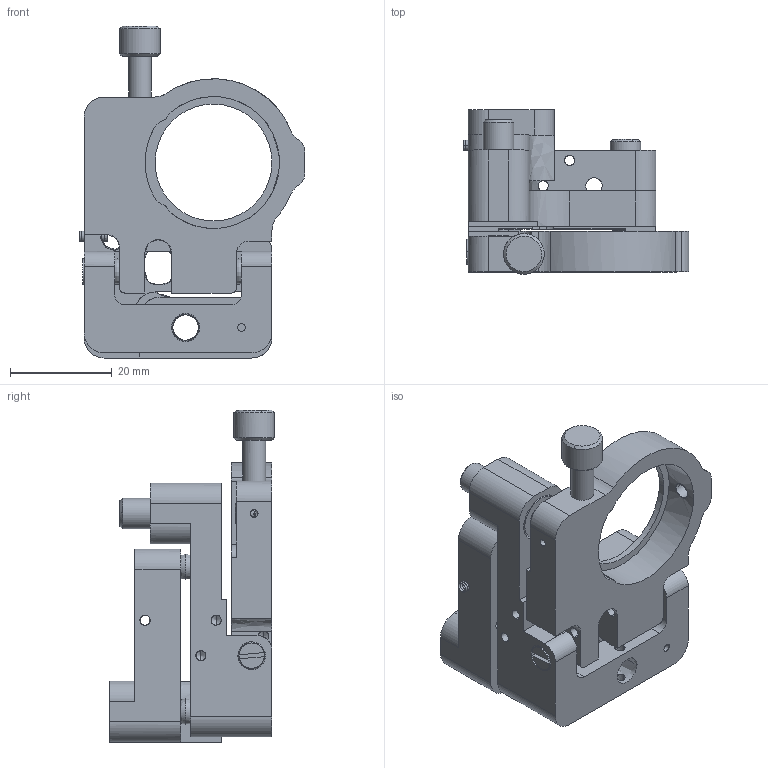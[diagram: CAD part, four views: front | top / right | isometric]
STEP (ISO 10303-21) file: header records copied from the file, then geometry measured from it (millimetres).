
FILE_DESCRIPTION(/* description */ (''),/* implementation_level */ '2;1');
FILE_NAME(/* name */ 'MMFS-RA',/* time_stamp */ '2021-08-20T15:12:04+03:00',/* author */ (''),/* organization */ (''),/* preprocessor_version */ 'ST-DEVELOPER v15',/* originating_system */ '',/* authorisation */ '');
FILE_SCHEMA (('AUTOMOTIVE_DESIGN'));
Length unit declared in the file: millimetre
Products named in the file (9): Document;  малый правый; Флиппер25-дюйм \X2\043C
 правый_Substitute_4; Block 01; Block 02; Block 03; Block 04; Block 05
Assembly tree (8 placements, depth 5):
  Document
    Document
   малый правый
        Флиппер25-дюйм \X2\043C
 правый_Substitute_4
          Block 01
          Block 02
          Block 03
          Block 04
          Block 05
Bounding box: 44.48 x 32.5 x 65.39 mm (x, y, z)
Volume: 16348.1 mm3; surface area: 18377.1 mm2
Topology: 17 solids, 30 shells, 447 faces, 1255 edges, 813 vertices
Faces by surface type: bspline 447
Entity records: 33002 total; most frequent: CARTESIAN_POINT 18118, ORIENTED_EDGE 2374, PCURVE 2374, DEFINITIONAL_REPRESENTATION 2374, B_SPLINE_CURVE_WITH_KNOTS 2285, SURFACE_CURVE 1214, EDGE_CURVE 1214, VERTEX_POINT 813
